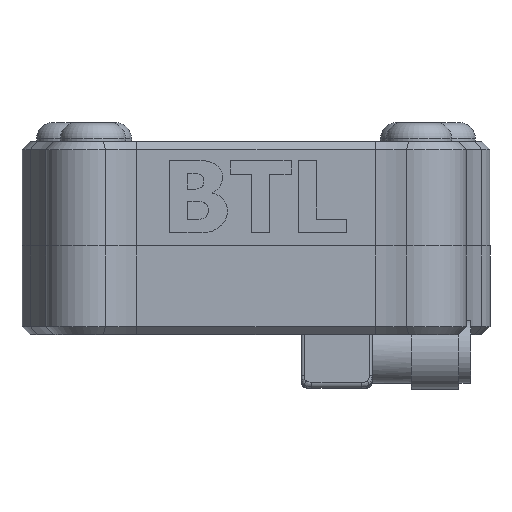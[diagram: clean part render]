
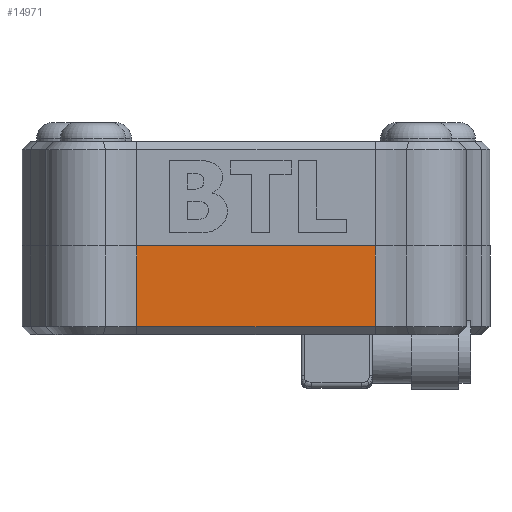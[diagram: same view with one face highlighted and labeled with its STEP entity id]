
A CAD part, left-side view. The second image highlights one B-rep face of the part: STEP entity #14971.
In plain terms, the highlighted planar face has unit normal (-1, 0, 0).
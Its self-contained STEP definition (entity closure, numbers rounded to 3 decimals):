
#517=PLANE('',#15974);
#1263=FACE_OUTER_BOUND('',#2101,.T.);
#2101=EDGE_LOOP('',(#10971,#10972,#10973,#10974));
#3163=LINE('',#22496,#4692);
#3175=LINE('',#22547,#4704);
#3176=LINE('',#22551,#4705);
#3177=LINE('',#22552,#4706);
#4692=VECTOR('',#17652,10.);
#4704=VECTOR('',#17714,10.);
#4705=VECTOR('',#17719,10.);
#4706=VECTOR('',#17720,10.);
#6877=VERTEX_POINT('',#22490);
#6878=VERTEX_POINT('',#22494);
#6889=VERTEX_POINT('',#22546);
#6890=VERTEX_POINT('',#22550);
#8447=EDGE_CURVE('',#6877,#6878,#3163,.T.);
#8471=EDGE_CURVE('',#6878,#6889,#3175,.T.);
#8473=EDGE_CURVE('',#6890,#6877,#3176,.T.);
#8474=EDGE_CURVE('',#6889,#6890,#3177,.T.);
#10971=ORIENTED_EDGE('',*,*,#8447,.F.);
#10972=ORIENTED_EDGE('',*,*,#8473,.F.);
#10973=ORIENTED_EDGE('',*,*,#8474,.F.);
#10974=ORIENTED_EDGE('',*,*,#8471,.F.);
#14971=ADVANCED_FACE('',(#1263),#517,.T.);
#15974=AXIS2_PLACEMENT_3D('',#22549,#17717,#17718);
#17652=DIRECTION('',(0.,1.,0.));
#17714=DIRECTION('',(0.,0.,1.));
#17717=DIRECTION('center_axis',(-1.,0.,0.));
#17718=DIRECTION('ref_axis',(0.,1.,0.));
#17719=DIRECTION('',(0.,0.,-1.));
#17720=DIRECTION('',(0.,-1.,0.));
#22490=CARTESIAN_POINT('',(-26.407,-10.042,-4.8));
#22494=CARTESIAN_POINT('',(-26.407,10.042,-4.8));
#22496=CARTESIAN_POINT('',(-26.407,-8.625,-4.8));
#22546=CARTESIAN_POINT('',(-26.407,10.042,2.));
#22547=CARTESIAN_POINT('',(-26.407,10.042,2.));
#22549=CARTESIAN_POINT('Origin',(-26.407,-17.25,-3.));
#22550=CARTESIAN_POINT('',(-26.407,-10.042,2.));
#22551=CARTESIAN_POINT('',(-26.407,-10.042,2.));
#22552=CARTESIAN_POINT('',(-26.407,17.25,2.));
